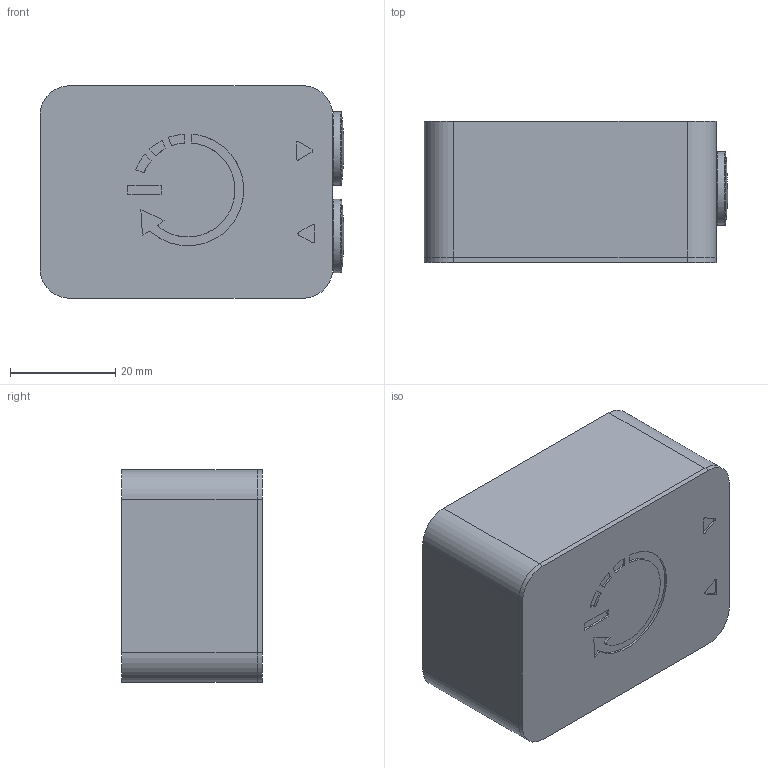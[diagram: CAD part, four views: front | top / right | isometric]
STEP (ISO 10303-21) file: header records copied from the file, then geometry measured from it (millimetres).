
FILE_DESCRIPTION(/* description */ (''),/* implementation_level */ '2;1');
FILE_NAME(/* name */ 'wifi power cycle v12.step',/* time_stamp */ '2024-09-30T12:10:11+05:30',/* author */ (''),/* organization */ (''),/* preprocessor_version */ 'ST-DEVELOPER v20',/* originating_system */ 'Autodesk Translation Framework v13.20.0.188',/* authorisation */ '');
FILE_SCHEMA (('AUTOMOTIVE_DESIGN { 1 0 10303 214 3 1 1 }'));
Products named in the file (47): wifi power cycle; Seeed Studio XIAO-ESP32-C3; USB TYPE C PORT; USB TYPE C PORT (1); BOSS-EXTRUDE14_8_; BOSS-EXTRUDE7_4_; BOSS-EXTRUDE7_3_; BOSS-EXTRUDE14_4_; BOSS-EXTRUDE14_2_; BOSS-EXTRUDE14_11_; BOSS-EXTRUDE7_7_; BOSS-EXTRUDE14_9_; BOSS-EXTRUDE14_3_; BOSS-EXTRUDE14_7_; MIRROR2; BOSS-EXTRUDE14_5_; BOSS-EXTRUDE14_12_; BOSS-EXTRUDE7_8_; BOSS-EXTRUDE7_1_; BOSS-EXTRUDE14_10_; BOSS-EXTRUDE7_9_; BOSS-EXTRUDE14_6_; CHAMFER9; BOSS-EXTRUDE14_1_; BOSS-EXTRUDE7_6_; BOSS-EXTRUDE7_2_; CUT-EXTRUDE5; BOSS-EXTRUDE7_5_; U.FL Connector v1; Shield; Button (1); DSN-MINI-360; PCB Board; R; R(Mirror); IC; DC Step Down; POT; ST; ST (1) ...
Assembly tree (49 placements, depth 5):
  wifi power cycle
    Seeed Studio XIAO-ESP32-C3
      USB TYPE C PORT
        USB TYPE C PORT (1)
          BOSS-EXTRUDE14_8_
          BOSS-EXTRUDE7_4_
          BOSS-EXTRUDE7_3_
          BOSS-EXTRUDE14_4_
          BOSS-EXTRUDE14_2_
          BOSS-EXTRUDE14_11_
          BOSS-EXTRUDE7_7_
          BOSS-EXTRUDE14_9_
          BOSS-EXTRUDE14_3_
          BOSS-EXTRUDE14_7_
          MIRROR2
          BOSS-EXTRUDE14_5_
          BOSS-EXTRUDE14_12_
          BOSS-EXTRUDE7_8_
          BOSS-EXTRUDE7_1_
          BOSS-EXTRUDE14_10_
          BOSS-EXTRUDE7_9_
          BOSS-EXTRUDE14_6_
          CHAMFER9
          BOSS-EXTRUDE14_1_
          BOSS-EXTRUDE7_6_
          BOSS-EXTRUDE7_2_
          CUT-EXTRUDE5
          BOSS-EXTRUDE7_5_
      U.FL Connector v1
      Button (1)  x2
      Shield
    DSN-MINI-360
      PCB Board
      R
      R(Mirror)
      IC
      DC Step Down
      POT
      ST  x2
      ST (1)
      ST (2)
      ST (4)  x2
    dc_barrel_jack
    dc_barrel_jack_1
    Component13
    Component14
    IRLZ44n v1
Bounding box: 57.6 x 26.74 x 40.28 mm (x, y, z)
Volume: 12793.9 mm3; surface area: 24941.5 mm2
Topology: 88 solids, 88 shells, 3068 faces, 7700 edges, 4917 vertices
Faces by surface type: plane 1671, cylinder 710, bspline 520, torus 69, sphere 61, cone 37
Full cylindrical faces by diameter (mm): 0.5 x3, 0.6 x2, 0.7 x2, 0.75 x14, 1 x4, 1.2 x6, 1.249 x1, 1.5 x2, 1.524 x6, 1.65 x1, 1.9 x1, 2 x2, 2.1 x2, 2.5 x2, 3 x1, 3.78 x1, 6.25 x2, 10.5 x2, 11.035 x2, 12 x2, 12.152 x2, 13.9 x2
Entity records: 118135 total; most frequent: CARTESIAN_POINT 48244, ORIENTED_EDGE 14874, DIRECTION 12652, EDGE_CURVE 7437, LINE 4860, VECTOR 4860, VERTEX_POINT 4757, AXIS2_PLACEMENT_3D 3896
